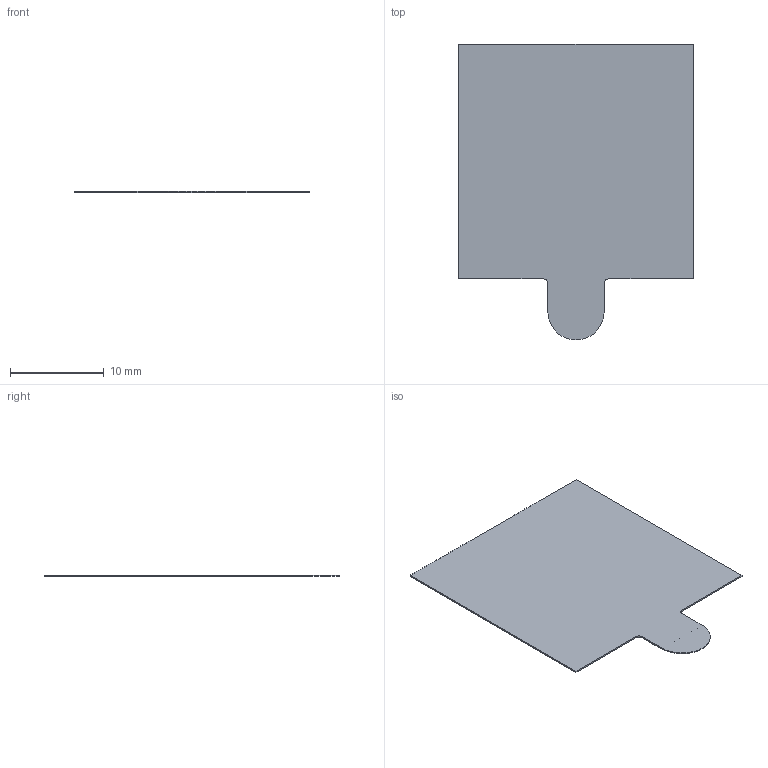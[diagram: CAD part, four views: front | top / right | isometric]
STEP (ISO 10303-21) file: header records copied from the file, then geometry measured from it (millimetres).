
FILE_DESCRIPTION (( 'STEP AP214' ), '1' );
FILE_NAME ('FXR.2525.A_Web.STEP', '2024-08-01T02:21:10', ( '' ), ( '' ), 'SwSTEP 2.0', 'SolidWorks 2022', '' );
FILE_SCHEMA (( 'AUTOMOTIVE_DESIGN' ));
Length unit declared in the file: millimetre
Products named in the file (1): FXR.2525.A_Web
Bounding box: 25 x 31.5 x 0.17 mm (x, y, z)
Volume: 105.1 mm3; surface area: 1339.7 mm2
Topology: 1 solids, 1 shells, 360 faces, 979 edges, 652 vertices
Faces by surface type: plane 222, bspline 135, cylinder 3
Entity records: 18417 total; most frequent: CARTESIAN_POINT 6247, ORIENTED_EDGE 1958, DIRECTION 1167, EDGE_CURVE 979, VECTOR 703, LINE 703, VERTEX_POINT 652, EDGE_LOOP 391
